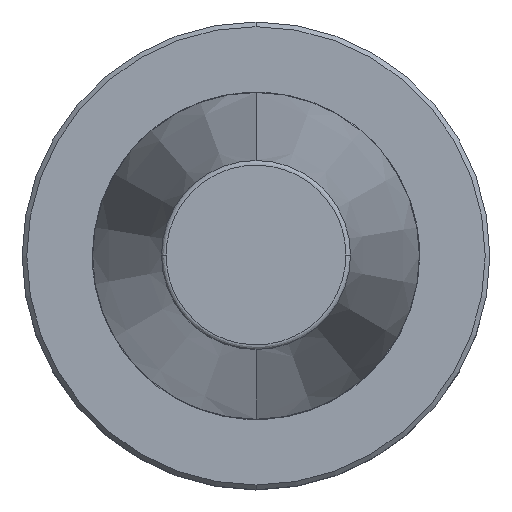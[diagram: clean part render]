
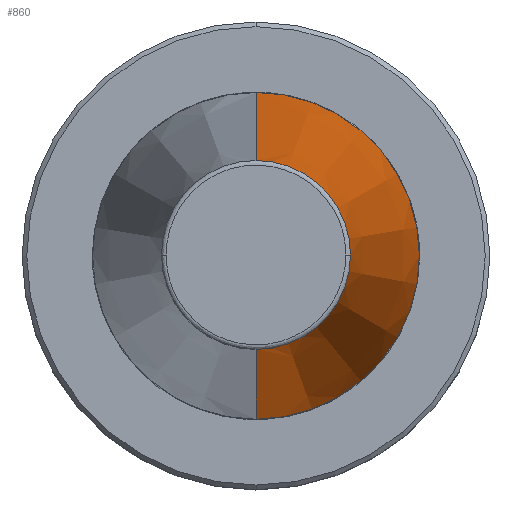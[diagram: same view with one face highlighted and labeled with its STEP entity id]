
A CAD part, top view. The second image highlights one B-rep face of the part: STEP entity #860.
In plain terms, the highlighted conical face has half-angle 8.297 degrees and reference radius 34.925 mm.
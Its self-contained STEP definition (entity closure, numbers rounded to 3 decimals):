
#137 = ORIENTED_EDGE ( 'NONE', *, *, #2389, .T. ) ;
#185 = VERTEX_POINT ( 'NONE', #1907 ) ;
#282 = VECTOR ( 'NONE', #983, 1000. ) ;
#334 = LINE ( 'NONE', #2466, #2479 ) ;
#348 = AXIS2_PLACEMENT_3D ( 'NONE', #1062, #1058, #1053 ) ;
#399 = DIRECTION ( 'NONE',  ( -1., 0., 0. ) ) ;
#718 = CARTESIAN_POINT ( 'NONE',  ( 20.204, 0., 100.944 ) ) ;
#772 = CIRCLE ( 'NONE', #1311, 34.925 ) ;
#860 = ADVANCED_FACE ( 'NONE', ( #2004 ), #1942, .T. ) ;
#886 = CARTESIAN_POINT ( 'NONE',  ( 0., 20.204, 100.944 ) ) ;
#913 = EDGE_CURVE ( 'NONE', #2155, #185, #772, .T. ) ;
#963 = CARTESIAN_POINT ( 'NONE',  ( 0., 34.925, 0. ) ) ;
#983 = DIRECTION ( 'NONE',  ( 0., 0.144, -0.99 ) ) ;
#1053 = DIRECTION ( 'NONE',  ( -1., 0., 0. ) ) ;
#1058 = DIRECTION ( 'NONE',  ( 0., 0., -1. ) ) ;
#1062 = CARTESIAN_POINT ( 'NONE',  ( 0., 0., 100.944 ) ) ;
#1072 = CIRCLE ( 'NONE', #1921, 20.204 ) ;
#1117 = EDGE_CURVE ( 'NONE', #185, #1779, #2593, .T. ) ;
#1162 = CARTESIAN_POINT ( 'NONE',  ( 0., -20.204, 100.944 ) ) ;
#1259 = VERTEX_POINT ( 'NONE', #1162 ) ;
#1299 = DIRECTION ( 'NONE',  ( -1., 0., 0. ) ) ;
#1300 = DIRECTION ( 'NONE',  ( 0., 0., 1. ) ) ;
#1304 = CARTESIAN_POINT ( 'NONE',  ( 0., 0., 0. ) ) ;
#1311 = AXIS2_PLACEMENT_3D ( 'NONE', #1537, #1536, #1534 ) ;
#1401 = EDGE_CURVE ( 'NONE', #1455, #1779, #1483, .T. ) ;
#1455 = VERTEX_POINT ( 'NONE', #886 ) ;
#1483 = LINE ( 'NONE', #963, #282 ) ;
#1517 = AXIS2_PLACEMENT_3D ( 'NONE', #2240, #1704, #1790 ) ;
#1534 = DIRECTION ( 'NONE',  ( -1., 0., 0. ) ) ;
#1536 = DIRECTION ( 'NONE',  ( 0., 0., 1. ) ) ;
#1537 = CARTESIAN_POINT ( 'NONE',  ( 0., 0., 0. ) ) ;
#1557 = ORIENTED_EDGE ( 'NONE', *, *, #1728, .T. ) ;
#1704 = DIRECTION ( 'NONE',  ( 0., 0., -1. ) ) ;
#1726 = DIRECTION ( 'NONE',  ( 0., 0., -1. ) ) ;
#1728 = EDGE_CURVE ( 'NONE', #2497, #1259, #1072, .T. ) ;
#1779 = VERTEX_POINT ( 'NONE', #2517 ) ;
#1789 = EDGE_CURVE ( 'NONE', #1259, #2155, #334, .T. ) ;
#1790 = DIRECTION ( 'NONE',  ( 0., 1., 0. ) ) ;
#1800 = ORIENTED_EDGE ( 'NONE', *, *, #1401, .F. ) ;
#1819 = CIRCLE ( 'NONE', #348, 20.204 ) ;
#1886 = CARTESIAN_POINT ( 'NONE',  ( 0., -34.925, 0. ) ) ;
#1907 = CARTESIAN_POINT ( 'NONE',  ( 34.925, 0., 0. ) ) ;
#1921 = AXIS2_PLACEMENT_3D ( 'NONE', #2544, #1726, #399 ) ;
#1942 = CONICAL_SURFACE ( 'NONE', #1517, 34.925, 0.145 ) ;
#1954 = ORIENTED_EDGE ( 'NONE', *, *, #1117, .T. ) ;
#2004 = FACE_OUTER_BOUND ( 'NONE', #2139, .T. ) ;
#2139 = EDGE_LOOP ( 'NONE', ( #137, #1557, #2607, #2674, #1954, #1800 ) ) ;
#2155 = VERTEX_POINT ( 'NONE', #1886 ) ;
#2240 = CARTESIAN_POINT ( 'NONE',  ( 0., 0., 0. ) ) ;
#2344 = AXIS2_PLACEMENT_3D ( 'NONE', #1304, #1300, #1299 ) ;
#2389 = EDGE_CURVE ( 'NONE', #1455, #2497, #1819, .T. ) ;
#2426 = DIRECTION ( 'NONE',  ( 0., -0.144, -0.99 ) ) ;
#2466 = CARTESIAN_POINT ( 'NONE',  ( 0., -34.925, 0. ) ) ;
#2479 = VECTOR ( 'NONE', #2426, 1000. ) ;
#2497 = VERTEX_POINT ( 'NONE', #718 ) ;
#2517 = CARTESIAN_POINT ( 'NONE',  ( 0., 34.925, 0. ) ) ;
#2544 = CARTESIAN_POINT ( 'NONE',  ( 0., 0., 100.944 ) ) ;
#2593 = CIRCLE ( 'NONE', #2344, 34.925 ) ;
#2607 = ORIENTED_EDGE ( 'NONE', *, *, #1789, .T. ) ;
#2674 = ORIENTED_EDGE ( 'NONE', *, *, #913, .T. ) ;
